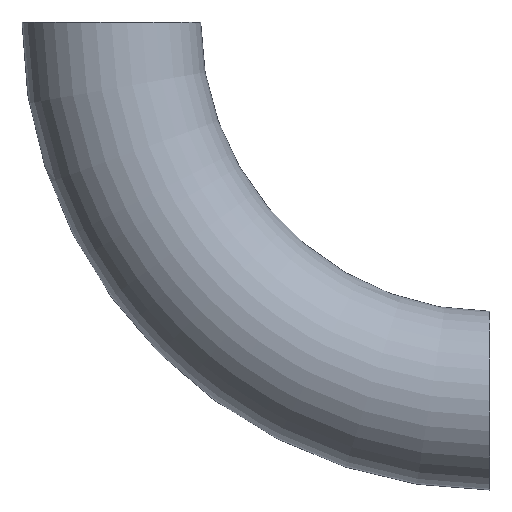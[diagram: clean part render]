
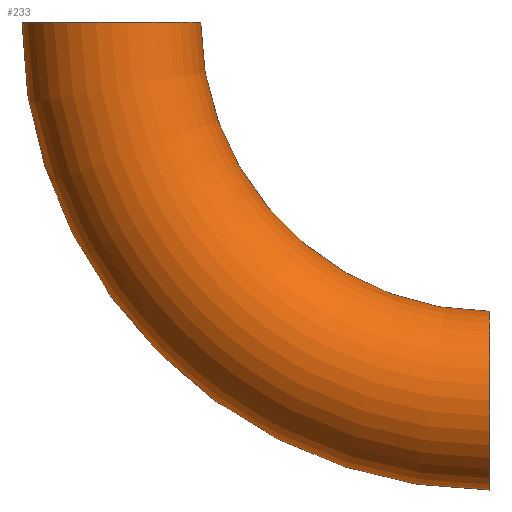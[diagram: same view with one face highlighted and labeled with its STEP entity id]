
A CAD part, front view. The second image highlights one B-rep face of the part: STEP entity #233.
In plain terms, the highlighted toroidal (fillet/blend) face has major radius 57 mm and minor radius 13.45 mm.
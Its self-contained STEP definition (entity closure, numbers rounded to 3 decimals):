
#16 = DIRECTION ( 'NONE',  ( 0., 1., 0. ) ) ;
#30 = EDGE_CURVE ( 'NONE', #125, #106, #220, .T. ) ;
#31 = DIRECTION ( 'NONE',  ( 0., 0., 1. ) ) ;
#33 = DIRECTION ( 'NONE',  ( 0., 0., 1. ) ) ;
#52 = DIRECTION ( 'NONE',  ( -1., 0., 0. ) ) ;
#54 = DIRECTION ( 'NONE',  ( 1., 0., 0. ) ) ;
#69 = VERTEX_POINT ( 'NONE', #203 ) ;
#78 = TOROIDAL_SURFACE ( 'NONE', #153, 57., 13.45 ) ;
#86 = DIRECTION ( 'NONE',  ( 0., 0., 1. ) ) ;
#96 = CARTESIAN_POINT ( 'NONE',  ( 0., 0., -57. ) ) ;
#98 = EDGE_CURVE ( 'NONE', #69, #152, #240, .T. ) ;
#106 = VERTEX_POINT ( 'NONE', #180 ) ;
#113 = DIRECTION ( 'NONE',  ( 0., 0., 1. ) ) ;
#114 = CARTESIAN_POINT ( 'NONE',  ( -57., 0., 0. ) ) ;
#119 = CIRCLE ( 'NONE', #134, 70.45 ) ;
#123 = EDGE_CURVE ( 'NONE', #125, #69, #119, .T. ) ;
#125 = VERTEX_POINT ( 'NONE', #202 ) ;
#128 = ORIENTED_EDGE ( 'NONE', *, *, #123, .F. ) ;
#129 = AXIS2_PLACEMENT_3D ( 'NONE', #96, #52, #173 ) ;
#134 = AXIS2_PLACEMENT_3D ( 'NONE', #242, #16, #113 ) ;
#144 = ORIENTED_EDGE ( 'NONE', *, *, #30, .T. ) ;
#152 = VERTEX_POINT ( 'NONE', #238 ) ;
#153 = AXIS2_PLACEMENT_3D ( 'NONE', #247, #244, #86 ) ;
#157 = EDGE_CURVE ( 'NONE', #106, #152, #190, .T. ) ;
#169 = ORIENTED_EDGE ( 'NONE', *, *, #98, .F. ) ;
#173 = DIRECTION ( 'NONE',  ( 0., 0., 1. ) ) ;
#180 = CARTESIAN_POINT ( 'NONE',  ( 0., 0., -43.55 ) ) ;
#186 = DIRECTION ( 'NONE',  ( 0., 1., 0. ) ) ;
#188 = FACE_OUTER_BOUND ( 'NONE', #236, .T. ) ;
#190 = CIRCLE ( 'NONE', #209, 43.55 ) ;
#196 = AXIS2_PLACEMENT_3D ( 'NONE', #114, #33, #54 ) ;
#202 = CARTESIAN_POINT ( 'NONE',  ( 0., 0., -70.45 ) ) ;
#203 = CARTESIAN_POINT ( 'NONE',  ( -70.45, 0., 0. ) ) ;
#209 = AXIS2_PLACEMENT_3D ( 'NONE', #241, #186, #31 ) ;
#216 = ORIENTED_EDGE ( 'NONE', *, *, #157, .T. ) ;
#220 = CIRCLE ( 'NONE', #129, 13.45 ) ;
#233 = ADVANCED_FACE ( 'NONE', ( #188 ), #78, .T. ) ;
#236 = EDGE_LOOP ( 'NONE', ( #128, #144, #216, #169 ) ) ;
#238 = CARTESIAN_POINT ( 'NONE',  ( -43.55, 0., 0. ) ) ;
#240 = CIRCLE ( 'NONE', #196, 13.45 ) ;
#241 = CARTESIAN_POINT ( 'NONE',  ( 0., 0., 0. ) ) ;
#242 = CARTESIAN_POINT ( 'NONE',  ( 0., 0., 0. ) ) ;
#244 = DIRECTION ( 'NONE',  ( 0., 1., 0. ) ) ;
#247 = CARTESIAN_POINT ( 'NONE',  ( 0., 0., 0. ) ) ;
